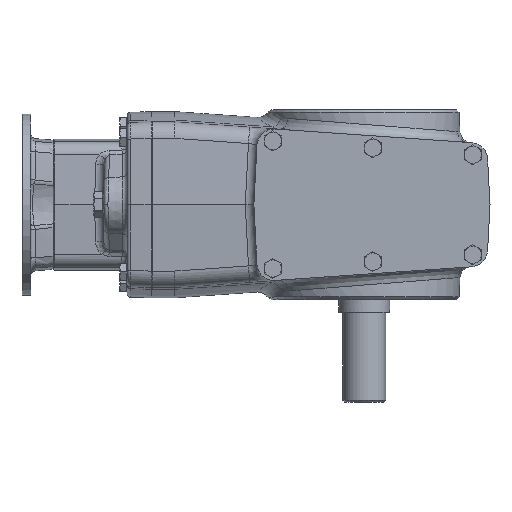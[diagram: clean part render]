
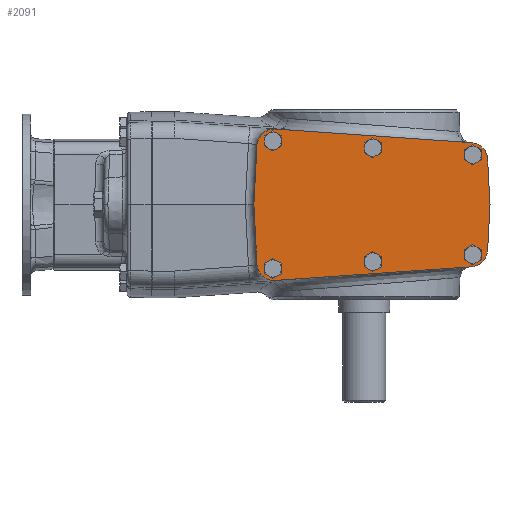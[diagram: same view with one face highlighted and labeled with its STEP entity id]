
A CAD part, front view. The second image highlights one B-rep face of the part: STEP entity #2091.
In plain terms, the highlighted planar face has unit normal (0, -1, 0).
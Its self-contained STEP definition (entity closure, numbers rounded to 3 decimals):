
#2091 = ADVANCED_FACE( '', ( #4442, #4443, #4444, #4445, #4446, #4447, #4448 ), #4449, .T. );
#4442 = FACE_BOUND( '', #12036, .T. );
#4443 = FACE_BOUND( '', #12037, .T. );
#4444 = FACE_BOUND( '', #12038, .T. );
#4445 = FACE_BOUND( '', #12039, .T. );
#4446 = FACE_BOUND( '', #12040, .T. );
#4447 = FACE_BOUND( '', #12041, .T. );
#4448 = FACE_OUTER_BOUND( '', #12042, .T. );
#4449 = PLANE( '', #12043 );
#12036 = EDGE_LOOP( '', ( #17601 ) );
#12037 = EDGE_LOOP( '', ( #17602 ) );
#12038 = EDGE_LOOP( '', ( #17603 ) );
#12039 = EDGE_LOOP( '', ( #17604 ) );
#12040 = EDGE_LOOP( '', ( #17605 ) );
#12041 = EDGE_LOOP( '', ( #17606 ) );
#12042 = EDGE_LOOP( '', ( #17607, #17608, #17609, #17610, #17611, #17612, #17613, #17614, #17615, #17616 ) );
#12043 = AXIS2_PLACEMENT_3D( '', #17617, #17618, #17619 );
#17601 = ORIENTED_EDGE( '', *, *, #19223, .T. );
#17602 = ORIENTED_EDGE( '', *, *, #18677, .T. );
#17603 = ORIENTED_EDGE( '', *, *, #19671, .T. );
#17604 = ORIENTED_EDGE( '', *, *, #18998, .T. );
#17605 = ORIENTED_EDGE( '', *, *, #18293, .T. );
#17606 = ORIENTED_EDGE( '', *, *, #19358, .T. );
#17607 = ORIENTED_EDGE( '', *, *, #18646, .F. );
#17608 = ORIENTED_EDGE( '', *, *, #18444, .T. );
#17609 = ORIENTED_EDGE( '', *, *, #18576, .F. );
#17610 = ORIENTED_EDGE( '', *, *, #19409, .T. );
#17611 = ORIENTED_EDGE( '', *, *, #18118, .F. );
#17612 = ORIENTED_EDGE( '', *, *, #19828, .F. );
#17613 = ORIENTED_EDGE( '', *, *, #19131, .T. );
#17614 = ORIENTED_EDGE( '', *, *, #18314, .F. );
#17615 = ORIENTED_EDGE( '', *, *, #18475, .T. );
#17616 = ORIENTED_EDGE( '', *, *, #19319, .F. );
#17617 = CARTESIAN_POINT( '', ( 0., -72., 0. ) );
#17618 = DIRECTION( '', ( 0., -1., 0. ) );
#17619 = DIRECTION( '', ( -1., 0., 0. ) );
#18118 = EDGE_CURVE( '', #20508, #20509, #20510, .T. );
#18293 = EDGE_CURVE( '', #20808, #20808, #20809, .T. );
#18314 = EDGE_CURVE( '', #20842, #20843, #20844, .T. );
#18444 = EDGE_CURVE( '', #21049, #21047, #21050, .T. );
#18475 = EDGE_CURVE( '', #20842, #21099, #21101, .T. );
#18576 = EDGE_CURVE( '', #21270, #21047, #21271, .T. );
#18646 = EDGE_CURVE( '', #21049, #21377, #21378, .T. );
#18677 = EDGE_CURVE( '', #21424, #21424, #21425, .T. );
#18998 = EDGE_CURVE( '', #21891, #21891, #21892, .T. );
#19131 = EDGE_CURVE( '', #22080, #20843, #22081, .T. );
#19223 = EDGE_CURVE( '', #22204, #22204, #22205, .T. );
#19319 = EDGE_CURVE( '', #21377, #21099, #22324, .T. );
#19358 = EDGE_CURVE( '', #22373, #22373, #22374, .T. );
#19409 = EDGE_CURVE( '', #21270, #20509, #22444, .T. );
#19671 = EDGE_CURVE( '', #22760, #22760, #22761, .T. );
#19828 = EDGE_CURVE( '', #22080, #20508, #22925, .T. );
#20508 = VERTEX_POINT( '', #24248 );
#20509 = VERTEX_POINT( '', #24249 );
#20510 = LINE( '', #24250, #24251 );
#20808 = VERTEX_POINT( '', #25245 );
#20809 = CIRCLE( '', #25246, 4.35 );
#20842 = VERTEX_POINT( '', #25300 );
#20843 = VERTEX_POINT( '', #25301 );
#20844 = LINE( '', #25302, #25303 );
#21047 = VERTEX_POINT( '', #25899 );
#21049 = VERTEX_POINT( '', #25902 );
#21050 = CIRCLE( '', #25903, 10. );
#21099 = VERTEX_POINT( '', #25964 );
#21101 = CIRCLE( '', #25967, 10. );
#21270 = VERTEX_POINT( '', #26314 );
#21271 = LINE( '', #26315, #26316 );
#21377 = VERTEX_POINT( '', #26550 );
#21378 = LINE( '', #26551, #26552 );
#21424 = VERTEX_POINT( '', #26676 );
#21425 = CIRCLE( '', #26677, 4.35 );
#21891 = VERTEX_POINT( '', #27531 );
#21892 = CIRCLE( '', #27532, 4.35 );
#22080 = VERTEX_POINT( '', #27964 );
#22081 = CIRCLE( '', #27965, 10. );
#22204 = VERTEX_POINT( '', #28275 );
#22205 = CIRCLE( '', #28276, 4.35 );
#22324 = LINE( '', #28526, #28527 );
#22373 = VERTEX_POINT( '', #28754 );
#22374 = CIRCLE( '', #28755, 4.35 );
#22444 = CIRCLE( '', #28911, 10. );
#22760 = VERTEX_POINT( '', #29573 );
#22761 = CIRCLE( '', #29574, 4.35 );
#22925 = LINE( '', #29888, #29889 );
#24248 = CARTESIAN_POINT( '', ( 73., -72., 0. ) );
#24249 = CARTESIAN_POINT( '', ( 71.608, -72., -26.559 ) );
#24250 = CARTESIAN_POINT( '', ( 73., -72., 0. ) );
#24251 = VECTOR( '', #30520, 1000. );
#25245 = CARTESIAN_POINT( '', ( 67.35, -72., -29. ) );
#25246 = AXIS2_PLACEMENT_3D( '', #30725, #30726, #30727 );
#25300 = CARTESIAN_POINT( '', ( -51.517, -72., 43.897 ) );
#25301 = CARTESIAN_POINT( '', ( 62.313, -72., 36.012 ) );
#25302 = CARTESIAN_POINT( '', ( -61.663, -72., 44.6 ) );
#25303 = VECTOR( '', #30750, 1000. );
#25899 = CARTESIAN_POINT( '', ( -51.517, -72., -43.897 ) );
#25902 = CARTESIAN_POINT( '', ( -62.195, -72., -34.444 ) );
#25903 = AXIS2_PLACEMENT_3D( '', #30897, #30898, #30899 );
#25964 = CARTESIAN_POINT( '', ( -62.195, -72., 34.444 ) );
#25967 = AXIS2_PLACEMENT_3D( '', #30940, #30941, #30942 );
#26314 = CARTESIAN_POINT( '', ( 62.313, -72., -36.012 ) );
#26315 = CARTESIAN_POINT( '', ( 71.145, -72., -35.4 ) );
#26316 = VECTOR( '', #31067, 1000. );
#26550 = CARTESIAN_POINT( '', ( -64., -72., 0. ) );
#26551 = CARTESIAN_POINT( '', ( -61.663, -72., -44.6 ) );
#26552 = VECTOR( '', #31140, 1000. );
#26676 = CARTESIAN_POINT( '', ( 9.35, -72., 33. ) );
#26677 = AXIS2_PLACEMENT_3D( '', #31173, #31174, #31175 );
#27531 = CARTESIAN_POINT( '', ( 9.35, -72., -33. ) );
#27532 = AXIS2_PLACEMENT_3D( '', #31527, #31528, #31529 );
#27964 = CARTESIAN_POINT( '', ( 71.608, -72., 26.559 ) );
#27965 = AXIS2_PLACEMENT_3D( '', #31668, #31669, #31670 );
#28275 = CARTESIAN_POINT( '', ( 67.35, -72., 29. ) );
#28276 = AXIS2_PLACEMENT_3D( '', #31770, #31771, #31772 );
#28526 = CARTESIAN_POINT( '', ( -64., -72., 0. ) );
#28527 = VECTOR( '', #31870, 1000. );
#28754 = CARTESIAN_POINT( '', ( -48.65, -72., 37. ) );
#28755 = AXIS2_PLACEMENT_3D( '', #31902, #31903, #31904 );
#28911 = AXIS2_PLACEMENT_3D( '', #31955, #31956, #31957 );
#29573 = CARTESIAN_POINT( '', ( -48.65, -72., -37. ) );
#29574 = AXIS2_PLACEMENT_3D( '', #32179, #32180, #32181 );
#29888 = CARTESIAN_POINT( '', ( 71.145, -72., 35.4 ) );
#29889 = VECTOR( '', #32273, 1000. );
#30520 = DIRECTION( '', ( -0.052, 0., -0.999 ) );
#30725 = CARTESIAN_POINT( '', ( 63., -72., -29. ) );
#30726 = DIRECTION( '', ( 0., 1., 0. ) );
#30727 = DIRECTION( '', ( 1., 0., 0. ) );
#30750 = DIRECTION( '', ( 0.998, 0., -0.069 ) );
#30897 = CARTESIAN_POINT( '', ( -52.209, -72., -33.921 ) );
#30898 = DIRECTION( '', ( 0., -1., 0. ) );
#30899 = DIRECTION( '', ( -1., 0., 0. ) );
#30940 = CARTESIAN_POINT( '', ( -52.209, -72., 33.921 ) );
#30941 = DIRECTION( '', ( 0., -1., 0. ) );
#30942 = DIRECTION( '', ( -1., 0., 0. ) );
#31067 = DIRECTION( '', ( -0.998, 0., -0.069 ) );
#31140 = DIRECTION( '', ( -0.052, 0., 0.999 ) );
#31173 = CARTESIAN_POINT( '', ( 5., -72., 33. ) );
#31174 = DIRECTION( '', ( 0., 1., 0. ) );
#31175 = DIRECTION( '', ( 1., 0., 0. ) );
#31527 = CARTESIAN_POINT( '', ( 5., -72., -33. ) );
#31528 = DIRECTION( '', ( 0., 1., 0. ) );
#31529 = DIRECTION( '', ( 1., 0., 0. ) );
#31668 = CARTESIAN_POINT( '', ( 61.622, -72., 26.036 ) );
#31669 = DIRECTION( '', ( 0., -1., 0. ) );
#31670 = DIRECTION( '', ( -1., 0., 0. ) );
#31770 = CARTESIAN_POINT( '', ( 63., -72., 29. ) );
#31771 = DIRECTION( '', ( 0., 1., 0. ) );
#31772 = DIRECTION( '', ( 1., 0., 0. ) );
#31870 = DIRECTION( '', ( 0.052, 0., 0.999 ) );
#31902 = CARTESIAN_POINT( '', ( -53., -72., 37. ) );
#31903 = DIRECTION( '', ( 0., 1., 0. ) );
#31904 = DIRECTION( '', ( 1., 0., 0. ) );
#31955 = CARTESIAN_POINT( '', ( 61.622, -72., -26.036 ) );
#31956 = DIRECTION( '', ( 0., -1., 0. ) );
#31957 = DIRECTION( '', ( -1., 0., 0. ) );
#32179 = CARTESIAN_POINT( '', ( -53., -72., -37. ) );
#32180 = DIRECTION( '', ( 0., 1., 0. ) );
#32181 = DIRECTION( '', ( 1., 0., 0. ) );
#32273 = DIRECTION( '', ( 0.052, 0., -0.999 ) );
